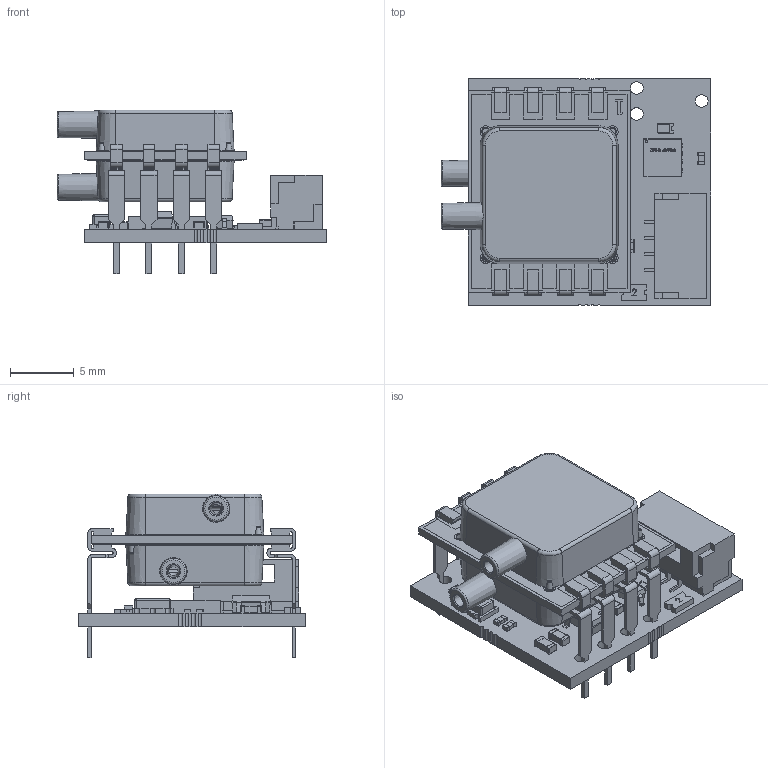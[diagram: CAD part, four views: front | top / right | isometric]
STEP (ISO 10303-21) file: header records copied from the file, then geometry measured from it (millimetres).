
FILE_DESCRIPTION(/* description */ ('STEP AP242','CAx-IF Rec.Pracs.---Representation and Presentation of Product Manufacturing Information (PMI)---4.0---2014-10-13','CAx-IF Rec.Pracs.---3D Tessellated Geometry---0.4---2014-09-14','2;1'),/* implementation_level */ '2;1');
FILE_NAME(/* name */ '69012caf702e389a3e7789bd',/* time_stamp */ '2025-10-28T20:50:57Z',/* author */ (''),/* organization */ (''),/* preprocessor_version */ 'ST-DEVELOPER v20',/* originating_system */ 'ONSHAPE BY PTC INC, 1.205',/* authorisation */ ' ');
FILE_SCHEMA (('AP242_MANAGED_MODEL_BASED_3D_ENGINEERING_MIM_LF { 1 0 10303 442 1 1 4 }'));
Products named in the file (1): M10090-DLVR-CAN-AIRSPEED-V1-R1_pub
Bounding box: 21.1 x 17.75 x 12.83 mm (x, y, z)
Volume: 1072.3 mm3; surface area: 2647.6 mm2
Topology: 1 solids, 2 shells, 2089 faces, 5724 edges, 3573 vertices
Faces by surface type: plane 1337, cylinder 548, sphere 128, cone 32, bspline 24, torus 20
Full cylindrical faces by diameter (mm): 0.183 x1, 0.635 x4, 0.813 x1, 0.889 x4, 0.991 x3
Entity records: 74392 total; most frequent: CARTESIAN_POINT 13256, ORIENTED_EDGE 11172, DIRECTION 10764, EDGE_CURVE 5586, LINE 4218, VECTOR 4218, VERTEX_POINT 3557, AXIS2_PLACEMENT_3D 3273
